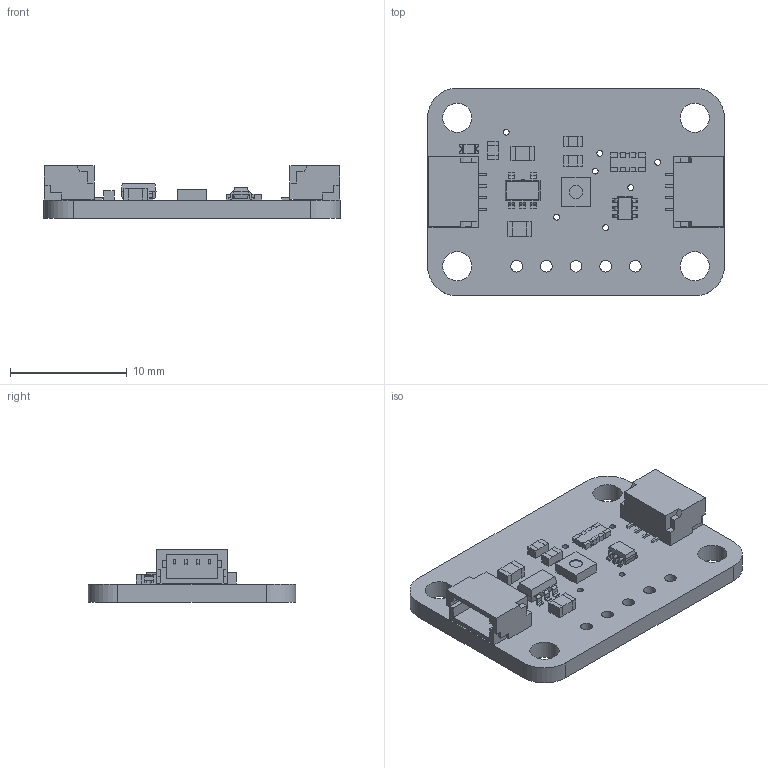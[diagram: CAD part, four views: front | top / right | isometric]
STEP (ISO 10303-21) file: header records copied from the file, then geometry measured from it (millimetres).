
FILE_DESCRIPTION(/* description */ (''),/* implementation_level */ '2;1');
FILE_NAME(/* name */ 'PCB Component.step',/* time_stamp */ '2022-12-12T15:51:07-05:00',/* author */ (''),/* organization */ (''),/* preprocessor_version */ 'ST-DEVELOPER v19.2',/* originating_system */ 'Autodesk Translation Framework v11.17.0.187',/* authorisation */ '');
FILE_SCHEMA (('AUTOMOTIVE_DESIGN { 1 0 10303 214 3 1 1 }'));
Length unit declared in the file: millimetre
Products named in the file (10): PCB Component; Board; SGP40; 10uF; AP2112-3.3K; 4.7ohm; 10K; BSS138; STEMMA_I2C_QT; Green
Assembly tree (13 placements, depth 2):
  PCB Component
    Board
    SGP40
    10uF  x2
    AP2112-3.3K
    4.7ohm  x3
    10K
    BSS138
    STEMMA_I2C_QT  x2
    Green
Bounding box: 25.4 x 17.78 x 4.53 mm (x, y, z)
Volume: 772.9 mm3; surface area: 1540.9 mm2
Topology: 23 solids, 23 shells, 647 faces, 1720 edges, 1130 vertices
Faces by surface type: plane 567, cylinder 76, bspline 4
Full cylindrical faces by diameter (mm): 0.483 x2, 0.5 x12, 1 x5, 1.1 x1, 2.5 x4
Entity records: 16686 total; most frequent: CARTESIAN_POINT 2871, ORIENTED_EDGE 2736, DIRECTION 2598, EDGE_CURVE 1368, LINE 1208, VECTOR 1208, VERTEX_POINT 896, AXIS2_PLACEMENT_3D 695
